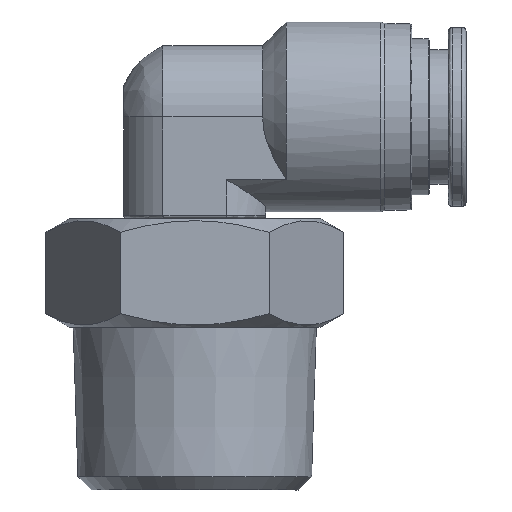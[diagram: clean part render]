
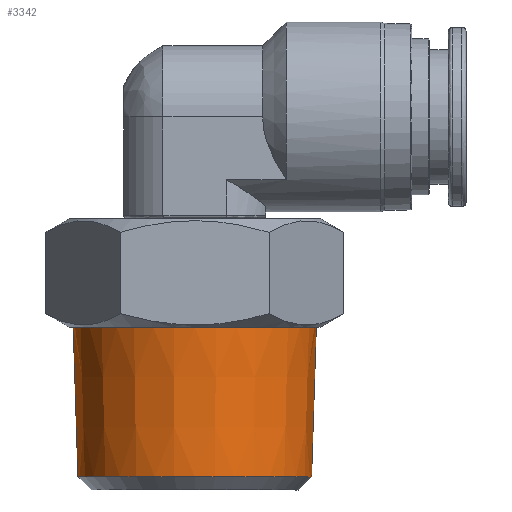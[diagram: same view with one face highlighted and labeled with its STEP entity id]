
A CAD part, front view. The second image highlights one B-rep face of the part: STEP entity #3342.
In plain terms, the highlighted conical face has half-angle 1.79 degrees and reference radius 8.96 mm.
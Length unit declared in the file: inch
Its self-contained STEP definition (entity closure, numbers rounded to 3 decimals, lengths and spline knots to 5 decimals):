
#30 = CARTESIAN_POINT ( 'NONE',  ( 0.35274, 0., -0.57087 ) ) ;
#136 = CIRCLE ( 'NONE', #508, 0.35274 ) ;
#249 = CARTESIAN_POINT ( 'NONE',  ( 0.35274, 0., -0.57087 ) ) ;
#279 = ORIENTED_EDGE ( 'NONE', *, *, #2537, .T. ) ;
#302 = EDGE_CURVE ( 'NONE', #1727, #3745, #3788, .T. ) ;
#362 = EDGE_CURVE ( 'NONE', #3257, #3745, #136, .T. ) ;
#508 = AXIS2_PLACEMENT_3D ( 'NONE', #2554, #1289, #3641 ) ;
#639 = FACE_OUTER_BOUND ( 'NONE', #4157, .T. ) ;
#653 = DIRECTION ( 'NONE',  ( 0., 0., 1. ) ) ;
#755 = DIRECTION ( 'NONE',  ( 0., 0., 1. ) ) ;
#783 = VECTOR ( 'NONE', #3523, 39.37008 ) ;
#1226 = CARTESIAN_POINT ( 'NONE',  ( -0.35274, 0., -0.57087 ) ) ;
#1289 = DIRECTION ( 'NONE',  ( 0., 0., -1. ) ) ;
#1670 = DIRECTION ( 'NONE',  ( 0.031, 0., 1. ) ) ;
#1727 = VERTEX_POINT ( 'NONE', #2634 ) ;
#2149 = CONICAL_SURFACE ( 'NONE', #3575, 0.35274, 0.031 ) ;
#2373 = CARTESIAN_POINT ( 'NONE',  ( 0., 0., -1.00517 ) ) ;
#2400 = DIRECTION ( 'NONE',  ( 1., 0., 0. ) ) ;
#2537 = EDGE_CURVE ( 'NONE', #4133, #3257, #3408, .T. ) ;
#2554 = CARTESIAN_POINT ( 'NONE',  ( 0., 0., -0.57087 ) ) ;
#2590 = CARTESIAN_POINT ( 'NONE',  ( 0., 0., -0.57087 ) ) ;
#2614 = DIRECTION ( 'NONE',  ( 1., 0., 0. ) ) ;
#2634 = CARTESIAN_POINT ( 'NONE',  ( -0.33916, 0., -1.00517 ) ) ;
#2842 = ORIENTED_EDGE ( 'NONE', *, *, #362, .T. ) ;
#2936 = CARTESIAN_POINT ( 'NONE',  ( 0.33916, 0., -1.00517 ) ) ;
#2960 = ORIENTED_EDGE ( 'NONE', *, *, #3064, .T. ) ;
#3064 = EDGE_CURVE ( 'NONE', #1727, #4133, #3218, .T. ) ;
#3218 = CIRCLE ( 'NONE', #4011, 0.33916 ) ;
#3247 = CARTESIAN_POINT ( 'NONE',  ( -0.35274, 0., -0.57087 ) ) ;
#3257 = VERTEX_POINT ( 'NONE', #249 ) ;
#3319 = ORIENTED_EDGE ( 'NONE', *, *, #302, .F. ) ;
#3342 = ADVANCED_FACE ( 'NONE', ( #639 ), #2149, .T. ) ;
#3408 = LINE ( 'NONE', #30, #3919 ) ;
#3523 = DIRECTION ( 'NONE',  ( -0.031, 0., 1. ) ) ;
#3575 = AXIS2_PLACEMENT_3D ( 'NONE', #2590, #653, #2614 ) ;
#3641 = DIRECTION ( 'NONE',  ( 1., 0., 0. ) ) ;
#3745 = VERTEX_POINT ( 'NONE', #3247 ) ;
#3788 = LINE ( 'NONE', #1226, #783 ) ;
#3919 = VECTOR ( 'NONE', #1670, 39.37008 ) ;
#4011 = AXIS2_PLACEMENT_3D ( 'NONE', #2373, #755, #2400 ) ;
#4133 = VERTEX_POINT ( 'NONE', #2936 ) ;
#4157 = EDGE_LOOP ( 'NONE', ( #3319, #2960, #279, #2842 ) ) ;
